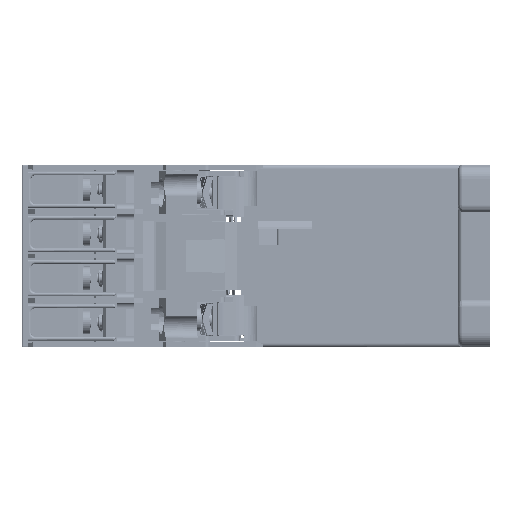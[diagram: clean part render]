
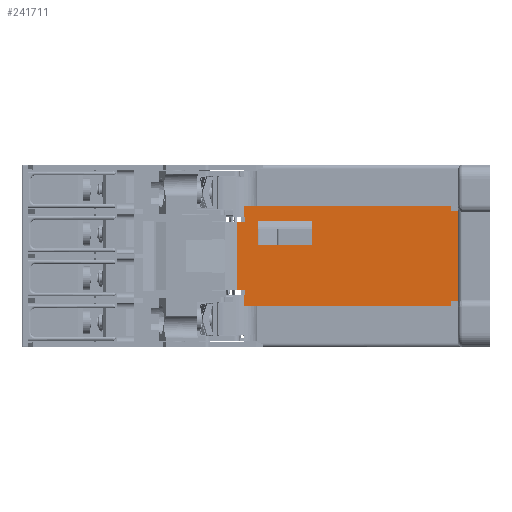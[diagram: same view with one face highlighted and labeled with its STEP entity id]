
A CAD part, left-side view. The second image highlights one B-rep face of the part: STEP entity #241711.
In plain terms, the highlighted planar face has unit normal (-1, 0, 0).
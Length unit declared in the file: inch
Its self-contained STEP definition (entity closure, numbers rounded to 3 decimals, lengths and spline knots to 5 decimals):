
#241446=CARTESIAN_POINT('',(-1.27559,-1.87402,0.48819));
#241447=VERTEX_POINT('',#241446);
#241454=CARTESIAN_POINT('',(-1.27559,-1.87402,0.43701));
#241455=VERTEX_POINT('',#241454);
#241456=CARTESIAN_POINT('',(-1.27559,-1.87402,0.43701));
#241457=DIRECTION('',(0.0,0.0,1.0));
#241458=VECTOR('',#241457,0.05118);
#241459=LINE('',#241456,#241458);
#241460=EDGE_CURVE('',#241455,#241447,#241459,.T.);
#241485=CARTESIAN_POINT('',(-1.27559,-1.94882,0.43701));
#241486=VERTEX_POINT('',#241485);
#241487=CARTESIAN_POINT('',(-1.27559,-1.94882,0.43701));
#241488=DIRECTION('',(0.0,1.0,0.0));
#241489=VECTOR('',#241488,0.0748);
#241490=LINE('',#241487,#241489);
#241491=EDGE_CURVE('',#241486,#241455,#241490,.T.);
#241526=CARTESIAN_POINT('',(-1.27559,-1.94882,0.48819));
#241527=DIRECTION('',(-1.0,0.0,0.0));
#241528=DIRECTION('',(0.0,0.0,1.0));
#241529=AXIS2_PLACEMENT_3D('',#241526,#241527,#241528);
#241530=PLANE('',#241529);
#241531=ORIENTED_EDGE('',*,*,#241491,.T.);
#241532=ORIENTED_EDGE('',*,*,#241460,.T.);
#241533=CARTESIAN_POINT('',(-1.27559,0.1248,0.48819));
#241534=VERTEX_POINT('',#241533);
#241535=CARTESIAN_POINT('',(-1.27559,-1.87402,0.48819));
#241536=DIRECTION('',(0.0,1.0,0.0));
#241537=VECTOR('',#241536,1.99882);
#241538=LINE('',#241535,#241537);
#241539=EDGE_CURVE('',#241447,#241534,#241538,.T.);
#241540=ORIENTED_EDGE('',*,*,#241539,.T.);
#241541=CARTESIAN_POINT('',(-1.27559,0.1248,0.37992));
#241542=VERTEX_POINT('',#241541);
#241543=CARTESIAN_POINT('',(-1.27559,0.1248,0.37992));
#241544=DIRECTION('',(0.0,0.0,1.0));
#241545=VECTOR('',#241544,0.10827);
#241546=LINE('',#241543,#241545);
#241547=EDGE_CURVE('',#241542,#241534,#241546,.T.);
#241548=ORIENTED_EDGE('',*,*,#241547,.F.);
#241549=CARTESIAN_POINT('',(-1.27559,0.12205,0.37992));
#241550=VERTEX_POINT('',#241549);
#241551=CARTESIAN_POINT('',(-1.27559,0.1248,0.37992));
#241552=DIRECTION('',(0.0,-1.0,0.0));
#241553=VECTOR('',#241552,0.00275);
#241554=LINE('',#241551,#241553);
#241555=EDGE_CURVE('',#241542,#241550,#241554,.T.);
#241556=ORIENTED_EDGE('',*,*,#241555,.T.);
#241557=CARTESIAN_POINT('',(-1.27559,0.12205,0.33071));
#241558=VERTEX_POINT('',#241557);
#241559=CARTESIAN_POINT('',(-1.27559,0.12205,0.37992));
#241560=DIRECTION('',(0.0,0.0,-1.0));
#241561=VECTOR('',#241560,0.04921);
#241562=LINE('',#241559,#241561);
#241563=EDGE_CURVE('',#241550,#241558,#241562,.T.);
#241564=ORIENTED_EDGE('',*,*,#241563,.T.);
#241565=CARTESIAN_POINT('',(-1.27559,0.20079,0.33071));
#241566=VERTEX_POINT('',#241565);
#241567=CARTESIAN_POINT('',(-1.27559,0.12205,0.33071));
#241568=DIRECTION('',(0.0,1.0,0.0));
#241569=VECTOR('',#241568,0.07874);
#241570=LINE('',#241567,#241569);
#241571=EDGE_CURVE('',#241558,#241566,#241570,.T.);
#241572=ORIENTED_EDGE('',*,*,#241571,.T.);
#241573=CARTESIAN_POINT('',(-1.27559,0.20079,-0.33071));
#241574=VERTEX_POINT('',#241573);
#241575=CARTESIAN_POINT('',(-1.27559,0.20079,-0.33071));
#241576=DIRECTION('',(0.0,0.0,1.0));
#241577=VECTOR('',#241576,0.66142);
#241578=LINE('',#241575,#241577);
#241579=EDGE_CURVE('',#241574,#241566,#241578,.T.);
#241580=ORIENTED_EDGE('',*,*,#241579,.F.);
#241581=CARTESIAN_POINT('',(-1.27559,0.12205,-0.33071));
#241582=VERTEX_POINT('',#241581);
#241583=CARTESIAN_POINT('',(-1.27559,0.20079,-0.33071));
#241584=DIRECTION('',(0.0,-1.0,0.0));
#241585=VECTOR('',#241584,0.07874);
#241586=LINE('',#241583,#241585);
#241587=EDGE_CURVE('',#241574,#241582,#241586,.T.);
#241588=ORIENTED_EDGE('',*,*,#241587,.T.);
#241589=CARTESIAN_POINT('',(-1.27559,0.12205,-0.37992));
#241590=VERTEX_POINT('',#241589);
#241591=CARTESIAN_POINT('',(-1.27559,0.12205,-0.33071));
#241592=DIRECTION('',(0.0,0.0,-1.0));
#241593=VECTOR('',#241592,0.04921);
#241594=LINE('',#241591,#241593);
#241595=EDGE_CURVE('',#241582,#241590,#241594,.T.);
#241596=ORIENTED_EDGE('',*,*,#241595,.T.);
#241597=CARTESIAN_POINT('',(-1.27559,0.1248,-0.37992));
#241598=VERTEX_POINT('',#241597);
#241599=CARTESIAN_POINT('',(-1.27559,0.12205,-0.37992));
#241600=DIRECTION('',(0.0,1.0,0.0));
#241601=VECTOR('',#241600,0.00275);
#241602=LINE('',#241599,#241601);
#241603=EDGE_CURVE('',#241590,#241598,#241602,.T.);
#241604=ORIENTED_EDGE('',*,*,#241603,.T.);
#241605=CARTESIAN_POINT('',(-1.27559,0.1248,-0.48819));
#241606=VERTEX_POINT('',#241605);
#241607=CARTESIAN_POINT('',(-1.27559,0.1248,-0.48819));
#241608=DIRECTION('',(0.0,0.0,1.0));
#241609=VECTOR('',#241608,0.10827);
#241610=LINE('',#241607,#241609);
#241611=EDGE_CURVE('',#241606,#241598,#241610,.T.);
#241612=ORIENTED_EDGE('',*,*,#241611,.F.);
#241613=CARTESIAN_POINT('',(-1.27559,-1.87402,-0.48819));
#241614=VERTEX_POINT('',#241613);
#241615=CARTESIAN_POINT('',(-1.27559,-1.87402,-0.48819));
#241616=DIRECTION('',(0.0,1.0,0.0));
#241617=VECTOR('',#241616,1.99882);
#241618=LINE('',#241615,#241617);
#241619=EDGE_CURVE('',#241614,#241606,#241618,.T.);
#241620=ORIENTED_EDGE('',*,*,#241619,.F.);
#241621=CARTESIAN_POINT('',(-1.27559,-1.87402,-0.43701));
#241622=VERTEX_POINT('',#241621);
#241623=CARTESIAN_POINT('',(-1.27559,-1.87402,-0.48819));
#241624=DIRECTION('',(0.0,0.0,1.0));
#241625=VECTOR('',#241624,0.05118);
#241626=LINE('',#241623,#241625);
#241627=EDGE_CURVE('',#241614,#241622,#241626,.T.);
#241628=ORIENTED_EDGE('',*,*,#241627,.T.);
#241629=CARTESIAN_POINT('',(-1.27559,-1.94882,-0.43701));
#241630=VERTEX_POINT('',#241629);
#241631=CARTESIAN_POINT('',(-1.27559,-1.87402,-0.43701));
#241632=DIRECTION('',(0.0,-1.0,0.0));
#241633=VECTOR('',#241632,0.0748);
#241634=LINE('',#241631,#241633);
#241635=EDGE_CURVE('',#241622,#241630,#241634,.T.);
#241636=ORIENTED_EDGE('',*,*,#241635,.T.);
#241637=CARTESIAN_POINT('',(-1.27559,-1.94882,-0.08858));
#241638=VERTEX_POINT('',#241637);
#241639=CARTESIAN_POINT('',(-1.27559,-1.94882,-0.08858));
#241640=DIRECTION('',(0.0,0.0,-1.0));
#241641=VECTOR('',#241640,0.34843);
#241642=LINE('',#241639,#241641);
#241643=EDGE_CURVE('',#241638,#241630,#241642,.T.);
#241644=ORIENTED_EDGE('',*,*,#241643,.F.);
#241645=CARTESIAN_POINT('',(-1.27559,-2.01969,-0.08858));
#241646=VERTEX_POINT('',#241645);
#241647=CARTESIAN_POINT('',(-1.27559,-1.94882,-0.08858));
#241648=DIRECTION('',(0.0,-1.0,0.0));
#241649=VECTOR('',#241648,0.07087);
#241650=LINE('',#241647,#241649);
#241651=EDGE_CURVE('',#241638,#241646,#241650,.T.);
#241652=ORIENTED_EDGE('',*,*,#241651,.T.);
#241653=CARTESIAN_POINT('',(-1.27559,-2.01969,0.08858));
#241654=VERTEX_POINT('',#241653);
#241655=CARTESIAN_POINT('',(-1.27559,-2.01969,0.08858));
#241656=DIRECTION('',(0.0,0.0,-1.0));
#241657=VECTOR('',#241656,0.17717);
#241658=LINE('',#241655,#241657);
#241659=EDGE_CURVE('',#241654,#241646,#241658,.T.);
#241660=ORIENTED_EDGE('',*,*,#241659,.F.);
#241661=CARTESIAN_POINT('',(-1.27559,-1.94882,0.08858));
#241662=VERTEX_POINT('',#241661);
#241663=CARTESIAN_POINT('',(-1.27559,-1.94882,0.08858));
#241664=DIRECTION('',(0.0,-1.0,0.0));
#241665=VECTOR('',#241664,0.07087);
#241666=LINE('',#241663,#241665);
#241667=EDGE_CURVE('',#241662,#241654,#241666,.T.);
#241668=ORIENTED_EDGE('',*,*,#241667,.F.);
#241669=CARTESIAN_POINT('',(-1.27559,-1.94882,0.43701));
#241670=DIRECTION('',(0.0,0.0,-1.0));
#241671=VECTOR('',#241670,0.34843);
#241672=LINE('',#241669,#241671);
#241673=EDGE_CURVE('',#241486,#241662,#241672,.T.);
#241674=ORIENTED_EDGE('',*,*,#241673,.F.);
#241675=EDGE_LOOP('',(#241531,#241532,#241540,#241548,#241556,#241564,#241572,#241580,#241588,#241596,#241604,#241612,#241620,#241628,#241636,#241644,#241652,#241660,#241668,#241674));
#241676=FACE_OUTER_BOUND('',#241675,.T.);
#241677=CARTESIAN_POINT('',(-1.27559,-0.53346,0.10236));
#241678=VERTEX_POINT('',#241677);
#241679=CARTESIAN_POINT('',(-1.27559,-0.01181,0.10236));
#241680=VERTEX_POINT('',#241679);
#241681=CARTESIAN_POINT('',(-1.27559,-0.53346,0.10236));
#241682=DIRECTION('',(0.0,1.0,0.0));
#241683=VECTOR('',#241682,0.52165);
#241684=LINE('',#241681,#241683);
#241685=EDGE_CURVE('',#241678,#241680,#241684,.T.);
#241686=ORIENTED_EDGE('',*,*,#241685,.T.);
#241687=CARTESIAN_POINT('',(-1.27559,-0.01181,0.33858));
#241688=VERTEX_POINT('',#241687);
#241689=CARTESIAN_POINT('',(-1.27559,-0.01181,0.10236));
#241690=DIRECTION('',(0.0,0.0,1.0));
#241691=VECTOR('',#241690,0.23622);
#241692=LINE('',#241689,#241691);
#241693=EDGE_CURVE('',#241680,#241688,#241692,.T.);
#241694=ORIENTED_EDGE('',*,*,#241693,.T.);
#241695=CARTESIAN_POINT('',(-1.27559,-0.53346,0.33858));
#241696=VERTEX_POINT('',#241695);
#241697=CARTESIAN_POINT('',(-1.27559,-0.01181,0.33858));
#241698=DIRECTION('',(0.0,-1.0,0.0));
#241699=VECTOR('',#241698,0.52165);
#241700=LINE('',#241697,#241699);
#241701=EDGE_CURVE('',#241688,#241696,#241700,.T.);
#241702=ORIENTED_EDGE('',*,*,#241701,.T.);
#241703=CARTESIAN_POINT('',(-1.27559,-0.53346,0.33858));
#241704=DIRECTION('',(0.0,0.0,-1.0));
#241705=VECTOR('',#241704,0.23622);
#241706=LINE('',#241703,#241705);
#241707=EDGE_CURVE('',#241696,#241678,#241706,.T.);
#241708=ORIENTED_EDGE('',*,*,#241707,.T.);
#241709=EDGE_LOOP('',(#241686,#241694,#241702,#241708));
#241710=FACE_BOUND('',#241709,.T.);
#241711=ADVANCED_FACE('',(#241676,#241710),#241530,.T.);
